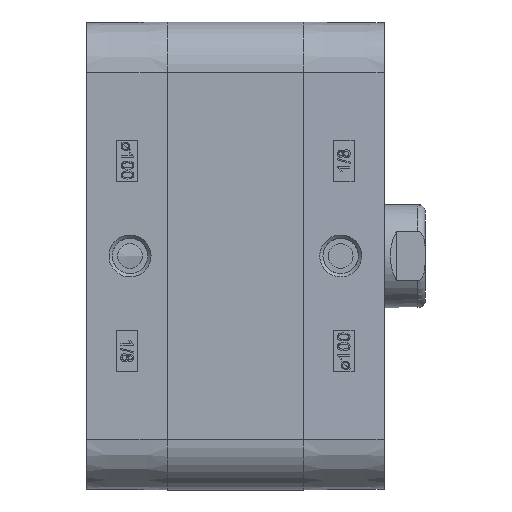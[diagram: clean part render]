
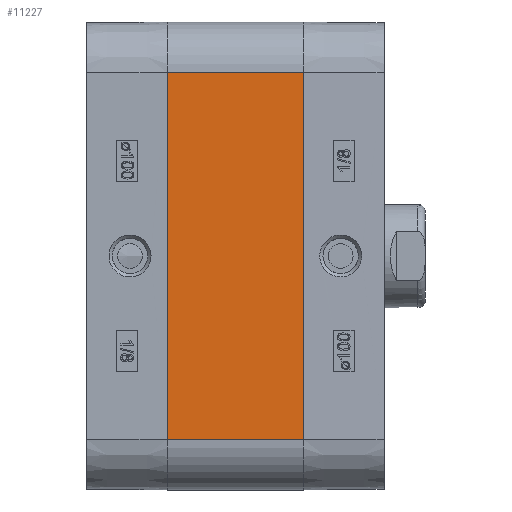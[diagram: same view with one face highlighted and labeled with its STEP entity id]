
A CAD part, left-side view. The second image highlights one B-rep face of the part: STEP entity #11227.
In plain terms, the highlighted planar face has unit normal (-1, 0, 0).
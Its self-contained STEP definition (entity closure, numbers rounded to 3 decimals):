
#5592=CARTESIAN_POINT('',(-56.65,-33.0,44.4));
#5593=VERTEX_POINT('',#5592);
#5600=CARTESIAN_POINT('',(-56.65,-33.0,-44.4));
#5601=VERTEX_POINT('',#5600);
#5602=CARTESIAN_POINT('',(-56.65,-33.0,-44.4));
#5603=DIRECTION('',(0.0,0.0,1.0));
#5604=VECTOR('',#5603,88.8);
#5605=LINE('',#5602,#5604);
#5606=EDGE_CURVE('',#5601,#5593,#5605,.T.);
#11185=CARTESIAN_POINT('',(-56.65,0.0,-44.4));
#11186=VERTEX_POINT('',#11185);
#11187=CARTESIAN_POINT('',(-56.65,0.0,-44.4));
#11188=DIRECTION('',(0.0,-1.0,0.0));
#11189=VECTOR('',#11188,33.0);
#11190=LINE('',#11187,#11189);
#11191=EDGE_CURVE('',#11186,#5601,#11190,.T.);
#11204=CARTESIAN_POINT('',(-56.65,0.0,-44.4));
#11205=DIRECTION('',(-1.0,0.0,0.0));
#11206=DIRECTION('',(0.0,0.0,1.0));
#11207=AXIS2_PLACEMENT_3D('',#11204,#11205,#11206);
#11208=PLANE('',#11207);
#11209=ORIENTED_EDGE('',*,*,#5606,.T.);
#11210=CARTESIAN_POINT('',(-56.65,0.0,44.4));
#11211=VERTEX_POINT('',#11210);
#11212=CARTESIAN_POINT('',(-56.65,0.0,44.4));
#11213=DIRECTION('',(0.0,-1.0,0.0));
#11214=VECTOR('',#11213,33.0);
#11215=LINE('',#11212,#11214);
#11216=EDGE_CURVE('',#11211,#5593,#11215,.T.);
#11217=ORIENTED_EDGE('',*,*,#11216,.F.);
#11218=CARTESIAN_POINT('',(-56.65,0.0,-44.4));
#11219=DIRECTION('',(0.0,0.0,1.0));
#11220=VECTOR('',#11219,88.8);
#11221=LINE('',#11218,#11220);
#11222=EDGE_CURVE('',#11186,#11211,#11221,.T.);
#11223=ORIENTED_EDGE('',*,*,#11222,.F.);
#11224=ORIENTED_EDGE('',*,*,#11191,.T.);
#11225=EDGE_LOOP('',(#11209,#11217,#11223,#11224));
#11226=FACE_OUTER_BOUND('',#11225,.T.);
#11227=ADVANCED_FACE('',(#11226),#11208,.T.);
